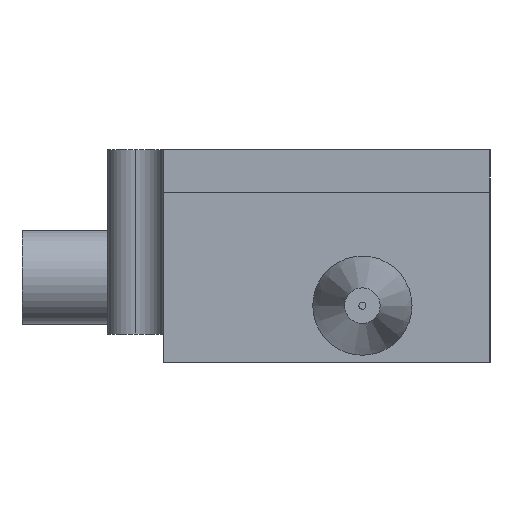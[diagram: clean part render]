
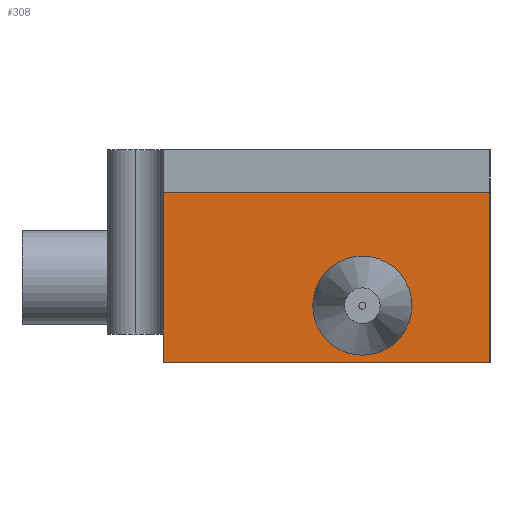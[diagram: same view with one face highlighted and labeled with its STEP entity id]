
A CAD part, left-side view. The second image highlights one B-rep face of the part: STEP entity #308.
In plain terms, the highlighted planar face has unit normal (-1, 0, 0).
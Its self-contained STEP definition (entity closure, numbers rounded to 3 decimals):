
#16 = EDGE_LOOP ( 'NONE', ( #782 ) ) ;
#18 = EDGE_LOOP ( 'NONE', ( #158, #36, #598, #317 ) ) ;
#26 = CARTESIAN_POINT ( 'NONE',  ( -17.5, -11.5, 12. ) ) ;
#36 = ORIENTED_EDGE ( 'NONE', *, *, #477, .F. ) ;
#38 = CARTESIAN_POINT ( 'NONE',  ( -17.5, 11.5, 0. ) ) ;
#43 = AXIS2_PLACEMENT_3D ( 'NONE', #938, #693, #554 ) ;
#63 = DIRECTION ( 'NONE',  ( 0., 0., -1. ) ) ;
#64 = VECTOR ( 'NONE', #119, 1000. ) ;
#98 = VERTEX_POINT ( 'NONE', #26 ) ;
#119 = DIRECTION ( 'NONE',  ( 0., -1., 0. ) ) ;
#137 = VERTEX_POINT ( 'NONE', #689 ) ;
#158 = ORIENTED_EDGE ( 'NONE', *, *, #290, .T. ) ;
#162 = VECTOR ( 'NONE', #354, 1000. ) ;
#186 = VERTEX_POINT ( 'NONE', #763 ) ;
#250 = EDGE_CURVE ( 'NONE', #752, #752, #650, .T. ) ;
#268 = LINE ( 'NONE', #38, #64 ) ;
#290 = EDGE_CURVE ( 'NONE', #186, #137, #268, .T. ) ;
#308 = ADVANCED_FACE ( 'NONE', ( #642, #570 ), #870, .F. ) ;
#313 = VECTOR ( 'NONE', #63, 1000. ) ;
#317 = ORIENTED_EDGE ( 'NONE', *, *, #799, .T. ) ;
#321 = CARTESIAN_POINT ( 'NONE',  ( -17.5, 1., 4. ) ) ;
#329 = EDGE_CURVE ( 'NONE', #725, #98, #920, .T. ) ;
#354 = DIRECTION ( 'NONE',  ( 0., 0., -1. ) ) ;
#409 = CARTESIAN_POINT ( 'NONE',  ( -17.5, 11.5, 12. ) ) ;
#428 = CARTESIAN_POINT ( 'NONE',  ( -17.5, -11.5, 12. ) ) ;
#477 = EDGE_CURVE ( 'NONE', #98, #137, #503, .T. ) ;
#479 = DIRECTION ( 'NONE',  ( 1., 0., 0. ) ) ;
#486 = CARTESIAN_POINT ( 'NONE',  ( -17.5, 11.5, 12. ) ) ;
#503 = LINE ( 'NONE', #428, #313 ) ;
#554 = DIRECTION ( 'NONE',  ( 0., 1., 0. ) ) ;
#570 = FACE_OUTER_BOUND ( 'NONE', #18, .T. ) ;
#587 = VECTOR ( 'NONE', #626, 1000. ) ;
#598 = ORIENTED_EDGE ( 'NONE', *, *, #329, .F. ) ;
#626 = DIRECTION ( 'NONE',  ( 0., -1., 0. ) ) ;
#642 = FACE_BOUND ( 'NONE', #16, .T. ) ;
#650 = CIRCLE ( 'NONE', #43, 3.5 ) ;
#689 = CARTESIAN_POINT ( 'NONE',  ( -17.5, -11.5, 0. ) ) ;
#693 = DIRECTION ( 'NONE',  ( 1., 0., 0. ) ) ;
#698 = DIRECTION ( 'NONE',  ( 0., 0., -1. ) ) ;
#725 = VERTEX_POINT ( 'NONE', #843 ) ;
#751 = AXIS2_PLACEMENT_3D ( 'NONE', #409, #479, #698 ) ;
#752 = VERTEX_POINT ( 'NONE', #321 ) ;
#763 = CARTESIAN_POINT ( 'NONE',  ( -17.5, 11.5, 0. ) ) ;
#782 = ORIENTED_EDGE ( 'NONE', *, *, #250, .T. ) ;
#799 = EDGE_CURVE ( 'NONE', #725, #186, #923, .T. ) ;
#843 = CARTESIAN_POINT ( 'NONE',  ( -17.5, 11.5, 12. ) ) ;
#870 = PLANE ( 'NONE',  #751 ) ;
#919 = CARTESIAN_POINT ( 'NONE',  ( -17.5, 11.5, 12. ) ) ;
#920 = LINE ( 'NONE', #486, #587 ) ;
#923 = LINE ( 'NONE', #919, #162 ) ;
#938 = CARTESIAN_POINT ( 'NONE',  ( -17.5, -2.5, 4. ) ) ;
